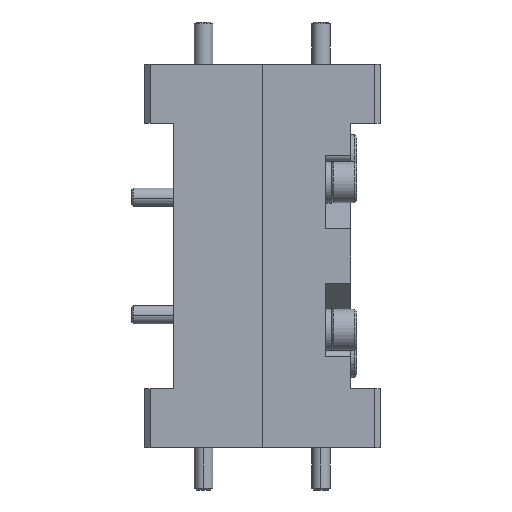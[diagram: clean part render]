
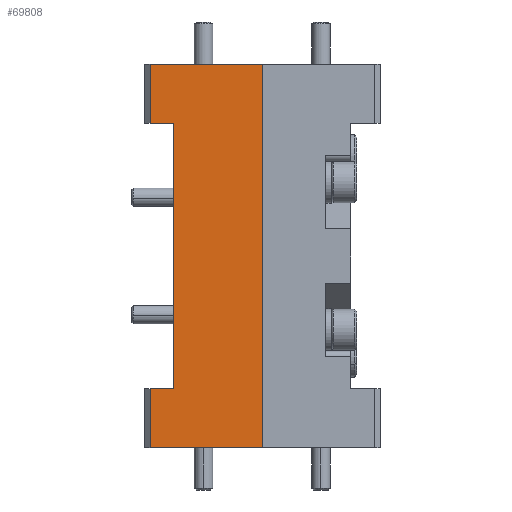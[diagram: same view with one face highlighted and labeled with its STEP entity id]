
A CAD part, left-side view. The second image highlights one B-rep face of the part: STEP entity #69808.
In plain terms, the highlighted planar face has unit normal (-1, 0, 0).
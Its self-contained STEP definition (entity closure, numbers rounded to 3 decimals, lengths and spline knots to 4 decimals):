
#998 = DIRECTION ( 'NONE',  ( 0., 0., -1. ) ) ;
#1460 = DIRECTION ( 'NONE',  ( 0., -1., 0. ) ) ;
#1974 = VERTEX_POINT ( 'NONE', #4125 ) ;
#4125 = CARTESIAN_POINT ( 'NONE',  ( -1.5617, 1.1331, 1.1662 ) ) ;
#4639 = CARTESIAN_POINT ( 'NONE',  ( -1.5617, 1.0531, 1.3662 ) ) ;
#6987 = CARTESIAN_POINT ( 'NONE',  ( -1.5617, 1.1531, 2.4662 ) ) ;
#7500 = VERTEX_POINT ( 'NONE', #30467 ) ;
#7506 = DIRECTION ( 'NONE',  ( 0., -1., 0. ) ) ;
#10249 = ORIENTED_EDGE ( 'NONE', *, *, #68125, .T. ) ;
#16461 = DIRECTION ( 'NONE',  ( 0., -1., 0. ) ) ;
#18393 = LINE ( 'NONE', #65613, #52404 ) ;
#18501 = DIRECTION ( 'NONE',  ( -1., 0., 0. ) ) ;
#19783 = DIRECTION ( 'NONE',  ( 0., 0., -1. ) ) ;
#22367 = VERTEX_POINT ( 'NONE', #44520 ) ;
#23354 = VECTOR ( 'NONE', #1460, 39.3701 ) ;
#25701 = CARTESIAN_POINT ( 'NONE',  ( -1.5617, 1.0531, 2.2662 ) ) ;
#26260 = DIRECTION ( 'NONE',  ( 0., 0., 1. ) ) ;
#26552 = ORIENTED_EDGE ( 'NONE', *, *, #53280, .T. ) ;
#26759 = EDGE_CURVE ( 'NONE', #60287, #63966, #68542, .T. ) ;
#27031 = LINE ( 'NONE', #59820, #23354 ) ;
#27971 = CARTESIAN_POINT ( 'NONE',  ( -1.5617, 1.1531, 1.1662 ) ) ;
#27973 = ORIENTED_EDGE ( 'NONE', *, *, #26759, .F. ) ;
#28459 = LINE ( 'NONE', #6987, #51473 ) ;
#29470 = EDGE_CURVE ( 'NONE', #69215, #56106, #51840, .T. ) ;
#29947 = VECTOR ( 'NONE', #19783, 39.3701 ) ;
#30117 = CARTESIAN_POINT ( 'NONE',  ( -1.5617, 0.7531, 1.1662 ) ) ;
#30467 = CARTESIAN_POINT ( 'NONE',  ( -1.5617, 1.1331, 2.4662 ) ) ;
#33903 = AXIS2_PLACEMENT_3D ( 'NONE', #42100, #18501, #66250 ) ;
#36972 = CARTESIAN_POINT ( 'NONE',  ( -1.5617, 1.1331, 1.1662 ) ) ;
#37566 = DIRECTION ( 'NONE',  ( 0., 0., 1. ) ) ;
#38795 = LINE ( 'NONE', #27971, #64494 ) ;
#40167 = EDGE_LOOP ( 'NONE', ( #72602, #42570, #26552, #48040, #58106, #10249, #66311, #27973 ) ) ;
#40332 = EDGE_CURVE ( 'NONE', #63966, #61070, #18393, .T. ) ;
#41734 = DIRECTION ( 'NONE',  ( 0., 1., 0. ) ) ;
#42100 = CARTESIAN_POINT ( 'NONE',  ( -1.5617, 1.1531, 1.1662 ) ) ;
#42570 = ORIENTED_EDGE ( 'NONE', *, *, #58114, .T. ) ;
#43240 = CARTESIAN_POINT ( 'NONE',  ( -1.5617, 1.0531, 1.1662 ) ) ;
#44520 = CARTESIAN_POINT ( 'NONE',  ( -1.5617, 1.1331, 1.3662 ) ) ;
#47440 = LINE ( 'NONE', #36972, #29947 ) ;
#48040 = ORIENTED_EDGE ( 'NONE', *, *, #29470, .T. ) ;
#50165 = VECTOR ( 'NONE', #37566, 39.3701 ) ;
#51473 = VECTOR ( 'NONE', #7506, 39.3701 ) ;
#51840 = LINE ( 'NONE', #55770, #60082 ) ;
#52404 = VECTOR ( 'NONE', #41734, 39.3701 ) ;
#52452 = CARTESIAN_POINT ( 'NONE',  ( -1.5617, 1.1331, 1.1662 ) ) ;
#53280 = EDGE_CURVE ( 'NONE', #1974, #69215, #38795, .T. ) ;
#53418 = CARTESIAN_POINT ( 'NONE',  ( -1.5617, 0.7531, 2.4662 ) ) ;
#54881 = FACE_OUTER_BOUND ( 'NONE', #40167, .T. ) ;
#55089 = LINE ( 'NONE', #52452, #57799 ) ;
#55770 = CARTESIAN_POINT ( 'NONE',  ( -1.5617, 0.7531, 1.1662 ) ) ;
#56106 = VERTEX_POINT ( 'NONE', #53418 ) ;
#57799 = VECTOR ( 'NONE', #998, 39.3701 ) ;
#58106 = ORIENTED_EDGE ( 'NONE', *, *, #67243, .F. ) ;
#58114 = EDGE_CURVE ( 'NONE', #22367, #1974, #47440, .T. ) ;
#59820 = CARTESIAN_POINT ( 'NONE',  ( -1.5617, 1.1531, 1.3662 ) ) ;
#60082 = VECTOR ( 'NONE', #26260, 39.3701 ) ;
#60287 = VERTEX_POINT ( 'NONE', #4639 ) ;
#61070 = VERTEX_POINT ( 'NONE', #74080 ) ;
#63959 = EDGE_CURVE ( 'NONE', #22367, #60287, #27031, .T. ) ;
#63966 = VERTEX_POINT ( 'NONE', #25701 ) ;
#64494 = VECTOR ( 'NONE', #16461, 39.3701 ) ;
#65613 = CARTESIAN_POINT ( 'NONE',  ( -1.5617, 1.1531, 2.2662 ) ) ;
#66250 = DIRECTION ( 'NONE',  ( 0., 0., 1. ) ) ;
#66311 = ORIENTED_EDGE ( 'NONE', *, *, #40332, .F. ) ;
#67243 = EDGE_CURVE ( 'NONE', #7500, #56106, #28459, .T. ) ;
#68125 = EDGE_CURVE ( 'NONE', #7500, #61070, #55089, .T. ) ;
#68542 = LINE ( 'NONE', #43240, #50165 ) ;
#69215 = VERTEX_POINT ( 'NONE', #30117 ) ;
#69808 = ADVANCED_FACE ( 'NONE', ( #54881 ), #71575, .T. ) ;
#71575 = PLANE ( 'NONE',  #33903 ) ;
#72602 = ORIENTED_EDGE ( 'NONE', *, *, #63959, .F. ) ;
#74080 = CARTESIAN_POINT ( 'NONE',  ( -1.5617, 1.1331, 2.2662 ) ) ;
